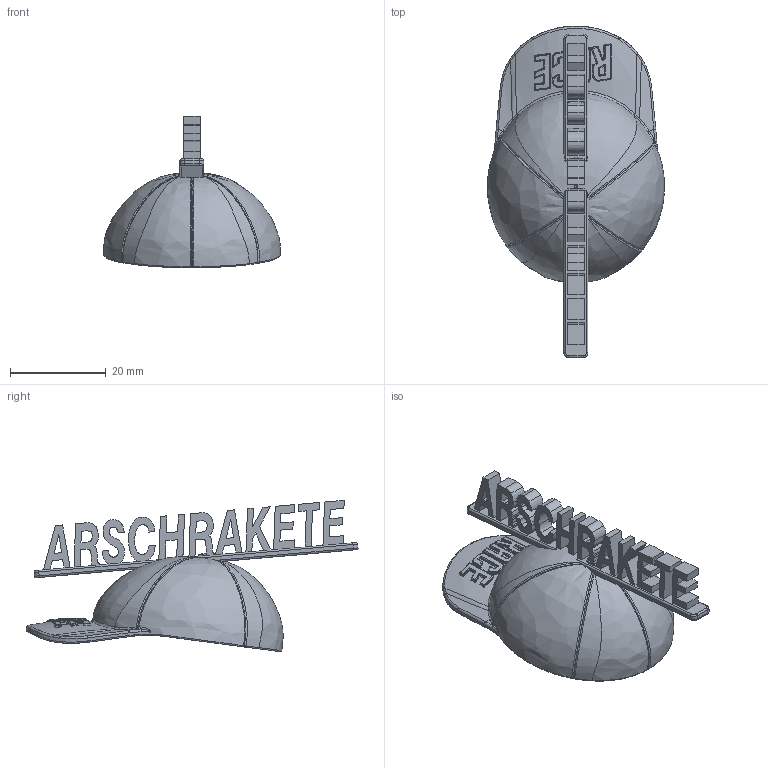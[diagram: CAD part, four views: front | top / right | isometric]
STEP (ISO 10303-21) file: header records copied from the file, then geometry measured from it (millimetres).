
FILE_DESCRIPTION((''),'2;1');
FILE_NAME('KAPPE_13','2020-01-13T',('tmatzinger'),(''),'PRO/ENGINEER BY PARAMETRIC TECHNOLOGY CORPORATION, 2016240','PRO/ENGINEER BY PARAMETRIC TECHNOLOGY CORPORATION, 2016240','');
FILE_SCHEMA(('AUTOMOTIVE_DESIGN { 1 0 10303 214 1 1 1 1 }'));
Products named in the file (1): KAPPE_13
Bounding box: 36.95 x 69.28 x 31.6 mm (x, y, z)
Volume: 7264.5 mm3; surface area: 9522.7 mm2
Topology: 1 solids, 2 shells, 748 faces, 1865 edges, 1125 vertices
Faces by surface type: bspline 375, plane 183, extrusion 75, cylinder 71, sphere 26, torus 16, cone 2
Entity records: 52394 total; most frequent: CARTESIAN_POINT 32012, ORIENTED_EDGE 3722, PRESENTATION_STYLE_ASSIGNMENT 1862, STYLED_ITEM 1862, CURVE_STYLE 1861, EDGE_CURVE 1861, DIRECTION 1815, VERTEX_POINT 1125
